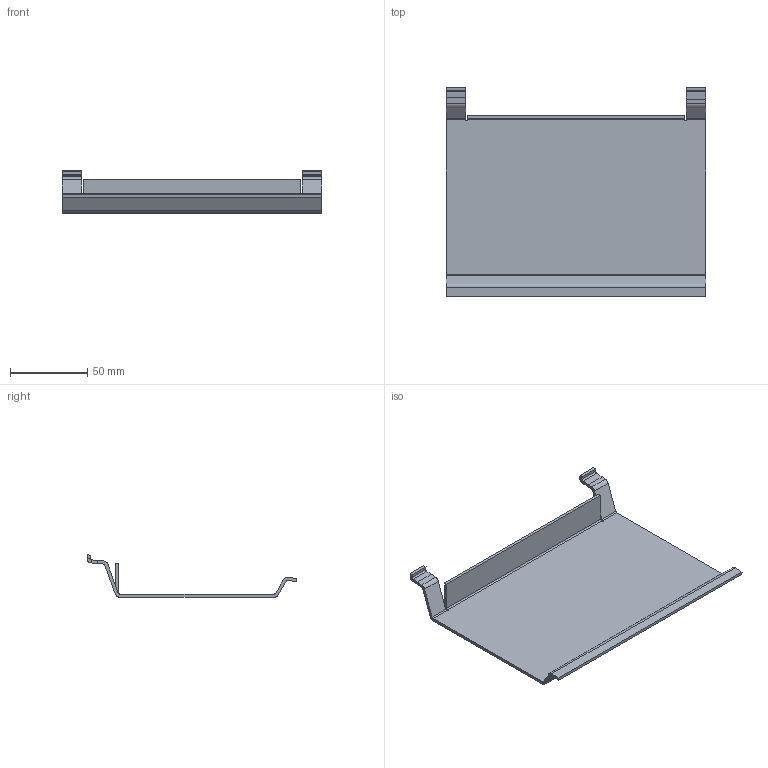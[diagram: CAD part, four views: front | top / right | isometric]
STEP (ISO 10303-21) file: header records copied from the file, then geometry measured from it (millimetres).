
FILE_DESCRIPTION(('FreeCAD Model'),'2;1');
FILE_NAME('Open CASCADE Shape Model','2023-05-06T14:54:38',(''),(''), 'Open CASCADE STEP processor 7.6','FreeCAD','Unknown');
FILE_SCHEMA(('AUTOMOTIVE_DESIGN { 1 0 10303 214 1 1 1 1 }'));
Length unit declared in the file: millimetre
Products named in the file (1): Bend008
Bounding box: 168 x 135.89 x 27.36 mm (x, y, z)
Volume: 48567.4 mm3; surface area: 50114.5 mm2
Topology: 1 solids, 1 shells, 66 faces, 160 edges, 96 vertices
Faces by surface type: plane 46, cylinder 20
Entity records: 4002 total; most frequent: CARTESIAN_POINT 757, DIRECTION 610, LINE 370, VECTOR 370, ORIENTED_EDGE 320, PCURVE 320, DEFINITIONAL_REPRESENTATION 320, EDGE_CURVE 160
